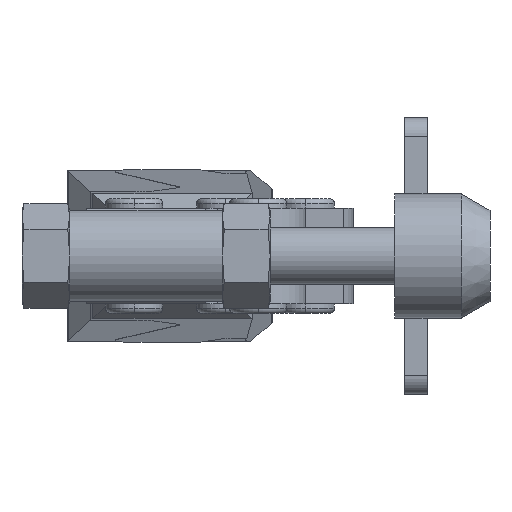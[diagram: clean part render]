
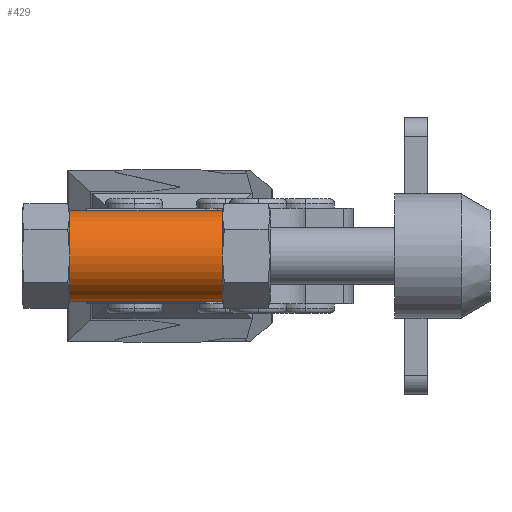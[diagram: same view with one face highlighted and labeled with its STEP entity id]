
A CAD part, left-side view. The second image highlights one B-rep face of the part: STEP entity #429.
In plain terms, the highlighted cylindrical face has radius 9.5 mm (diameter 19 mm), a partial arc.
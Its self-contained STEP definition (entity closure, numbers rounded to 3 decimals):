
#184 = VERTEX_POINT ( 'NONE', #1886 ) ;
#268 = AXIS2_PLACEMENT_3D ( 'NONE', #6188, #9240, #4014 ) ;
#289 = AXIS2_PLACEMENT_3D ( 'NONE', #8066, #1014, #9363 ) ;
#332 = DIRECTION ( 'NONE',  ( 0., 0., -1. ) ) ;
#429 = ADVANCED_FACE ( 'NONE', ( #716 ), #6164, .T. ) ;
#610 = DIRECTION ( 'NONE',  ( 0., -1., 0. ) ) ;
#638 = ORIENTED_EDGE ( 'NONE', *, *, #790, .T. ) ;
#716 = FACE_OUTER_BOUND ( 'NONE', #5885, .T. ) ;
#721 = CARTESIAN_POINT ( 'NONE',  ( -9.5, -16., 0. ) ) ;
#790 = EDGE_CURVE ( 'NONE', #5151, #7997, #2233, .T. ) ;
#1000 = DIRECTION ( 'NONE',  ( 0., 0., -1. ) ) ;
#1014 = DIRECTION ( 'NONE',  ( 0., -1., 0. ) ) ;
#1189 = EDGE_CURVE ( 'NONE', #184, #6174, #7667, .T. ) ;
#1371 = CARTESIAN_POINT ( 'NONE',  ( 0., 16., 0. ) ) ;
#1442 = ORIENTED_EDGE ( 'NONE', *, *, #8427, .T. ) ;
#1506 = AXIS2_PLACEMENT_3D ( 'NONE', #2355, #4559, #1652 ) ;
#1512 = CIRCLE ( 'NONE', #1838, 9.5 ) ;
#1576 = CIRCLE ( 'NONE', #289, 9.5 ) ;
#1652 = DIRECTION ( 'NONE',  ( 0., 0., -1. ) ) ;
#1832 = EDGE_CURVE ( 'NONE', #6694, #3355, #4938, .T. ) ;
#1838 = AXIS2_PLACEMENT_3D ( 'NONE', #5717, #5568, #332 ) ;
#1886 = CARTESIAN_POINT ( 'NONE',  ( -4.75, 16., -8.227 ) ) ;
#2163 = CIRCLE ( 'NONE', #5701, 9.5 ) ;
#2233 = CIRCLE ( 'NONE', #7867, 9.5 ) ;
#2355 = CARTESIAN_POINT ( 'NONE',  ( 0., -16., 0. ) ) ;
#2850 = CIRCLE ( 'NONE', #3325, 9.5 ) ;
#2859 = ORIENTED_EDGE ( 'NONE', *, *, #8323, .F. ) ;
#3184 = CARTESIAN_POINT ( 'NONE',  ( 0., 16., 9.5 ) ) ;
#3325 = AXIS2_PLACEMENT_3D ( 'NONE', #1371, #9812, #8170 ) ;
#3355 = VERTEX_POINT ( 'NONE', #8386 ) ;
#3477 = LINE ( 'NONE', #5808, #6407 ) ;
#3910 = VECTOR ( 'NONE', #7221, 1000. ) ;
#4014 = DIRECTION ( 'NONE',  ( 0., 0., -1. ) ) ;
#4048 = CARTESIAN_POINT ( 'NONE',  ( -9.5, 16., 0. ) ) ;
#4049 = CARTESIAN_POINT ( 'NONE',  ( -4.75, -16., 8.227 ) ) ;
#4559 = DIRECTION ( 'NONE',  ( 0., -1., 0. ) ) ;
#4582 = EDGE_CURVE ( 'NONE', #9596, #6826, #6417, .T. ) ;
#4637 = CARTESIAN_POINT ( 'NONE',  ( 0., -26., 0. ) ) ;
#4929 = DIRECTION ( 'NONE',  ( 0., -1., 0. ) ) ;
#4938 = CIRCLE ( 'NONE', #7835, 9.5 ) ;
#4953 = VERTEX_POINT ( 'NONE', #5076 ) ;
#4980 = DIRECTION ( 'NONE',  ( 0., 0., -1. ) ) ;
#5003 = EDGE_CURVE ( 'NONE', #3355, #4953, #5848, .T. ) ;
#5037 = DIRECTION ( 'NONE',  ( 0., 1., 0. ) ) ;
#5076 = CARTESIAN_POINT ( 'NONE',  ( 0., -16., -9.5 ) ) ;
#5151 = VERTEX_POINT ( 'NONE', #8729 ) ;
#5313 = ORIENTED_EDGE ( 'NONE', *, *, #5003, .F. ) ;
#5420 = EDGE_CURVE ( 'NONE', #6826, #5151, #1512, .T. ) ;
#5568 = DIRECTION ( 'NONE',  ( 0., -1., 0. ) ) ;
#5701 = AXIS2_PLACEMENT_3D ( 'NONE', #9615, #610, #5759 ) ;
#5717 = CARTESIAN_POINT ( 'NONE',  ( 0., 16., 0. ) ) ;
#5759 = DIRECTION ( 'NONE',  ( 0., 0., -1. ) ) ;
#5787 = ORIENTED_EDGE ( 'NONE', *, *, #7191, .F. ) ;
#5808 = CARTESIAN_POINT ( 'NONE',  ( 0., -26., -9.5 ) ) ;
#5846 = ORIENTED_EDGE ( 'NONE', *, *, #4582, .T. ) ;
#5848 = CIRCLE ( 'NONE', #1506, 9.5 ) ;
#5885 = EDGE_LOOP ( 'NONE', ( #2859, #5846, #7291, #638, #1442, #7838, #8927, #5313, #6057, #5787 ) ) ;
#6032 = CARTESIAN_POINT ( 'NONE',  ( 0., 16., -9.5 ) ) ;
#6057 = ORIENTED_EDGE ( 'NONE', *, *, #1832, .F. ) ;
#6063 = CARTESIAN_POINT ( 'NONE',  ( 0., -16., 9.5 ) ) ;
#6101 = AXIS2_PLACEMENT_3D ( 'NONE', #4637, #6930, #7717 ) ;
#6164 = CYLINDRICAL_SURFACE ( 'NONE', #6101, 9.5 ) ;
#6174 = VERTEX_POINT ( 'NONE', #6032 ) ;
#6188 = CARTESIAN_POINT ( 'NONE',  ( 0., 16., 0. ) ) ;
#6347 = CARTESIAN_POINT ( 'NONE',  ( 0., 16., 0. ) ) ;
#6407 = VECTOR ( 'NONE', #5037, 1000. ) ;
#6416 = VERTEX_POINT ( 'NONE', #4049 ) ;
#6417 = LINE ( 'NONE', #8701, #3910 ) ;
#6553 = CARTESIAN_POINT ( 'NONE',  ( 0., -16., 0. ) ) ;
#6694 = VERTEX_POINT ( 'NONE', #721 ) ;
#6826 = VERTEX_POINT ( 'NONE', #3184 ) ;
#6930 = DIRECTION ( 'NONE',  ( 0., 1., 0. ) ) ;
#7191 = EDGE_CURVE ( 'NONE', #6416, #6694, #2163, .T. ) ;
#7221 = DIRECTION ( 'NONE',  ( 0., 1., 0. ) ) ;
#7291 = ORIENTED_EDGE ( 'NONE', *, *, #5420, .T. ) ;
#7667 = CIRCLE ( 'NONE', #268, 9.5 ) ;
#7717 = DIRECTION ( 'NONE',  ( 0., 0., -1. ) ) ;
#7835 = AXIS2_PLACEMENT_3D ( 'NONE', #6553, #4929, #4980 ) ;
#7838 = ORIENTED_EDGE ( 'NONE', *, *, #1189, .T. ) ;
#7867 = AXIS2_PLACEMENT_3D ( 'NONE', #6347, #9397, #1000 ) ;
#7997 = VERTEX_POINT ( 'NONE', #4048 ) ;
#8066 = CARTESIAN_POINT ( 'NONE',  ( 0., -16., 0. ) ) ;
#8170 = DIRECTION ( 'NONE',  ( 0., 0., -1. ) ) ;
#8323 = EDGE_CURVE ( 'NONE', #9596, #6416, #1576, .T. ) ;
#8352 = EDGE_CURVE ( 'NONE', #4953, #6174, #3477, .T. ) ;
#8386 = CARTESIAN_POINT ( 'NONE',  ( -4.75, -16., -8.227 ) ) ;
#8427 = EDGE_CURVE ( 'NONE', #7997, #184, #2850, .T. ) ;
#8701 = CARTESIAN_POINT ( 'NONE',  ( 0., -26., 9.5 ) ) ;
#8729 = CARTESIAN_POINT ( 'NONE',  ( -4.75, 16., 8.227 ) ) ;
#8927 = ORIENTED_EDGE ( 'NONE', *, *, #8352, .F. ) ;
#9240 = DIRECTION ( 'NONE',  ( 0., -1., 0. ) ) ;
#9363 = DIRECTION ( 'NONE',  ( 0., 0., -1. ) ) ;
#9397 = DIRECTION ( 'NONE',  ( 0., -1., 0. ) ) ;
#9596 = VERTEX_POINT ( 'NONE', #6063 ) ;
#9615 = CARTESIAN_POINT ( 'NONE',  ( 0., -16., 0. ) ) ;
#9812 = DIRECTION ( 'NONE',  ( 0., -1., 0. ) ) ;
